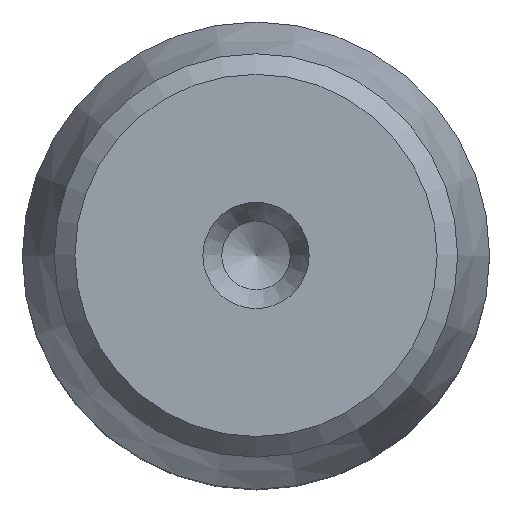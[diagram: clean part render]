
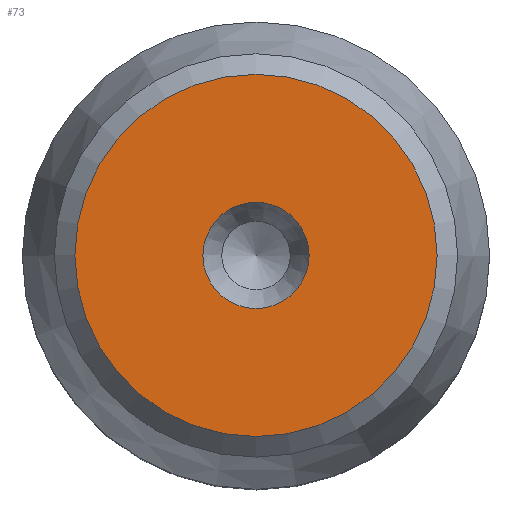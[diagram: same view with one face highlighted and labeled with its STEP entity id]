
A CAD part, top view. The second image highlights one B-rep face of the part: STEP entity #73.
In plain terms, the highlighted planar face has unit normal (0, 0, 1).
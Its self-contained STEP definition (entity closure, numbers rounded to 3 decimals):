
#38=PLANE('',#610);
#73=ADVANCED_FACE('',(#114,#115),#38,.F.);
#114=FACE_BOUND('',#152,.T.);
#115=FACE_BOUND('',#153,.T.);
#152=EDGE_LOOP('',(#190));
#153=EDGE_LOOP('',(#191));
#190=ORIENTED_EDGE('',*,*,#231,.F.);
#191=ORIENTED_EDGE('',*,*,#228,.F.);
#208=VERTEX_POINT('',#828);
#212=VERTEX_POINT('',#838);
#228=EDGE_CURVE('',#208,#208,#248,.T.);
#231=EDGE_CURVE('',#212,#212,#251,.T.);
#248=CIRCLE('',#602,5.285);
#251=CIRCLE('',#608,1.55);
#602=AXIS2_PLACEMENT_3D('',#827,#715,#716);
#608=AXIS2_PLACEMENT_3D('',#837,#727,#728);
#610=AXIS2_PLACEMENT_3D('',#840,#731,#732);
#715=DIRECTION('',(0.,0.,-1.));
#716=DIRECTION('',(-1.,0.,0.));
#727=DIRECTION('',(0.,0.,1.));
#728=DIRECTION('',(-1.,0.,0.));
#731=DIRECTION('',(0.,0.,-1.));
#732=DIRECTION('',(-1.,0.,0.));
#827=CARTESIAN_POINT('',(0.,0.,100.));
#828=CARTESIAN_POINT('',(-5.285,0.,100.));
#837=CARTESIAN_POINT('',(0.,0.,100.));
#838=CARTESIAN_POINT('',(-1.55,0.,100.));
#840=CARTESIAN_POINT('',(0.,0.,100.));
